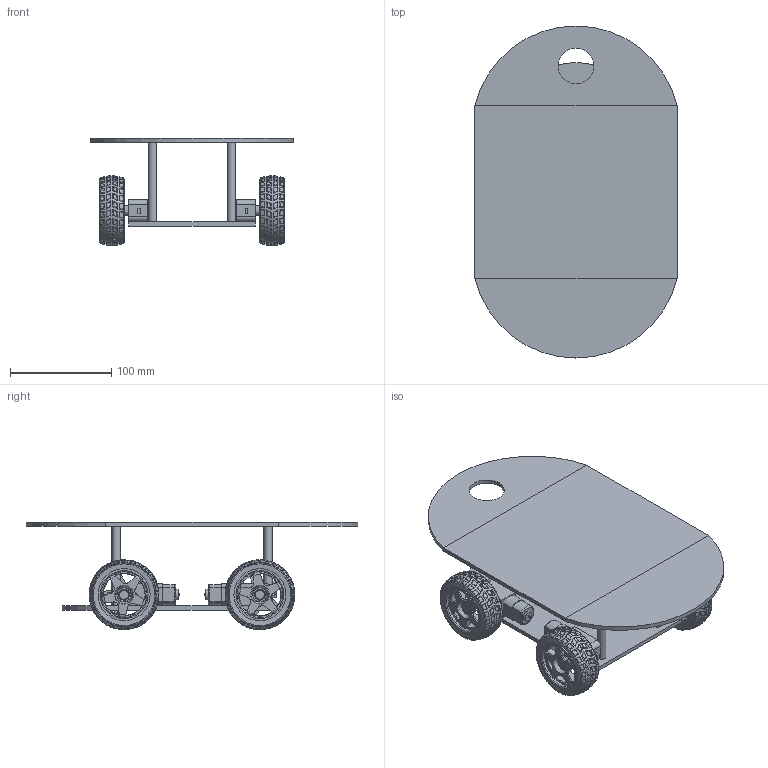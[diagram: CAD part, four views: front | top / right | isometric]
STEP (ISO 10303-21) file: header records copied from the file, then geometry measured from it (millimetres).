
FILE_DESCRIPTION(/* description */ ('STEP AP242','CAx-IF Rec.Pracs.---Representation and Presentation of Product Manufacturing Information (PMI)---4.0---2014-10-13','CAx-IF Rec.Pracs.---3D Tessellated Geometry---0.4---2014-09-14','2;1'),/* implementation_level */ '2;1');
FILE_NAME(/* name */ '668186a7e0b9a654d3b8c02b',/* time_stamp */ '2024-06-30T16:24:09Z',/* author */ (''),/* organization */ (''),/* preprocessor_version */ 'ST-DEVELOPER v20',/* originating_system */ ' ',/* authorisation */ ' ');
FILE_SCHEMA (('AP242_MANAGED_MODEL_BASED_3D_ENGINEERING_MIM_LF { 1 0 10303 442 1 1 4 }'));
Length unit declared in the file: metre
Products named in the file (9): Assembly 1; motor; Part 1; Wheel D65x26
Assembly tree (17 placements, depth 2):
  Assembly 1
    motor  x4
    Part 1
    Wheel D65x26  x4
    Wheel D65x26  x4
    Part 1
    Part 1
    Part 1
    Part 1
Bounding box: 200 x 327.82 x 105.81 mm (x, y, z)
Volume: 484278.4 mm3; surface area: 340623.9 mm2
Topology: 17 solids, 17 shells, 3029 faces, 8309 edges, 5758 vertices
Faces by surface type: bspline 1632, torus 572, plane 537, cylinder 236, cone 52
Full cylindrical faces by diameter (mm): 1.9 x8, 2 x8, 2.5 x4, 3 x8, 3.5 x4, 5.4 x8, 5.5 x4, 6.15 x4, 8 x4, 9.5 x4, 9.8 x4, 10 x4, 15 x4, 35 x1, 45.4 x8, 48.2 x16, 48.8 x8, 51.4 x28, 53.8 x8
Entity records: 37181 total; most frequent: CARTESIAN_POINT 20786, ORIENTED_EDGE 4080, EDGE_CURVE 2040, DIRECTION 1622, B_SPLINE_CURVE_WITH_KNOTS 1473, VERTEX_POINT 1451, EDGE_LOOP 993, FACE_BOUND 993
